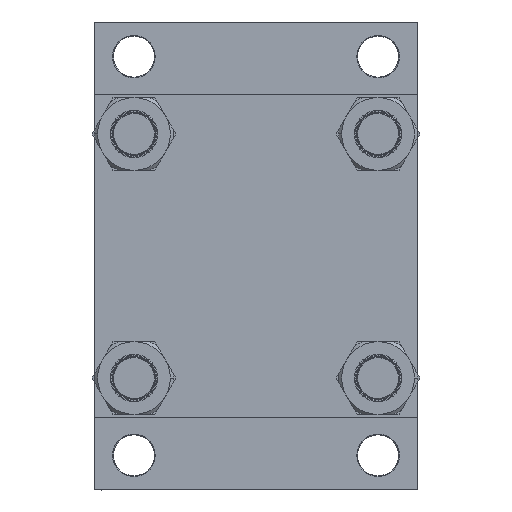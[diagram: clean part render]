
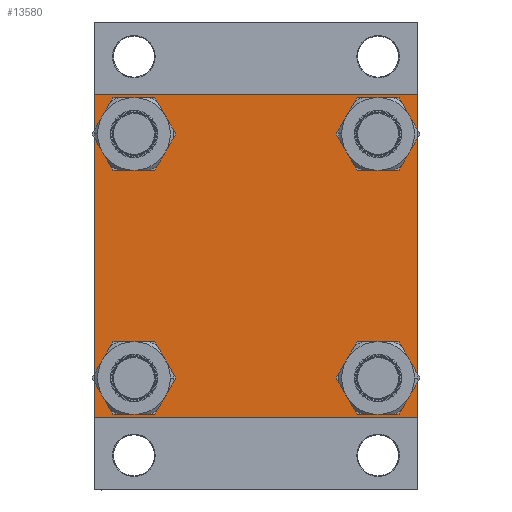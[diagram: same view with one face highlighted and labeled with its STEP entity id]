
A CAD part, left-side view. The second image highlights one B-rep face of the part: STEP entity #13580.
In plain terms, the highlighted planar face has unit normal (-1, 0, 0).
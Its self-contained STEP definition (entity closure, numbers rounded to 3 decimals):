
#150 = LINE ( 'NONE', #14173, #29445 ) ;
#227 = ORIENTED_EDGE ( 'NONE', *, *, #42996, .T. ) ;
#671 = CIRCLE ( 'NONE', #47660, 14. ) ;
#700 = PLANE ( 'NONE',  #37987 ) ;
#945 = FACE_BOUND ( 'NONE', #40327, .T. ) ;
#1083 = CARTESIAN_POINT ( 'NONE',  ( 0., 77.45, 77.45 ) ) ;
#1177 = FACE_BOUND ( 'NONE', #20365, .T. ) ;
#2325 = DIRECTION ( 'NONE',  ( 1., 0., 0. ) ) ;
#2975 = EDGE_CURVE ( 'NONE', #45853, #41956, #671, .T. ) ;
#3229 = CARTESIAN_POINT ( 'NONE',  ( 0., -102., -102.5 ) ) ;
#3469 = ORIENTED_EDGE ( 'NONE', *, *, #34564, .T. ) ;
#3544 = EDGE_CURVE ( 'NONE', #46840, #16842, #23016, .T. ) ;
#3850 = CARTESIAN_POINT ( 'NONE',  ( 0., 77.45, 63.45 ) ) ;
#4544 = DIRECTION ( 'NONE',  ( 1., 0., 0. ) ) ;
#4563 = VERTEX_POINT ( 'NONE', #12989 ) ;
#4618 = CARTESIAN_POINT ( 'NONE',  ( 0., 102.5, -102. ) ) ;
#5415 = VERTEX_POINT ( 'NONE', #41420 ) ;
#6105 = AXIS2_PLACEMENT_3D ( 'NONE', #44795, #44312, #37077 ) ;
#6239 = EDGE_LOOP ( 'NONE', ( #18436, #12818 ) ) ;
#6286 = VERTEX_POINT ( 'NONE', #3229 ) ;
#6719 = ORIENTED_EDGE ( 'NONE', *, *, #45595, .T. ) ;
#6967 = DIRECTION ( 'NONE',  ( 0., 0., 1. ) ) ;
#7755 = CARTESIAN_POINT ( 'NONE',  ( 0., -102.5, 102. ) ) ;
#7799 = DIRECTION ( 'NONE',  ( 0., 0., -1. ) ) ;
#7823 = CARTESIAN_POINT ( 'NONE',  ( 0., -77.45, 91.45 ) ) ;
#8620 = ORIENTED_EDGE ( 'NONE', *, *, #10684, .T. ) ;
#8674 = ORIENTED_EDGE ( 'NONE', *, *, #3544, .T. ) ;
#8778 = CARTESIAN_POINT ( 'NONE',  ( 0., 102.5, 102.5 ) ) ;
#8911 = FACE_BOUND ( 'NONE', #37285, .T. ) ;
#10529 = DIRECTION ( 'NONE',  ( 0., 0.707, 0.707 ) ) ;
#10628 = AXIS2_PLACEMENT_3D ( 'NONE', #43582, #10760, #21161 ) ;
#10684 = EDGE_CURVE ( 'NONE', #42646, #24047, #43593, .T. ) ;
#10760 = DIRECTION ( 'NONE',  ( 1., 0., 0. ) ) ;
#11737 = DIRECTION ( 'NONE',  ( 0., -0.707, 0.707 ) ) ;
#11827 = DIRECTION ( 'NONE',  ( 0., -0.707, -0.707 ) ) ;
#12385 = ORIENTED_EDGE ( 'NONE', *, *, #32683, .T. ) ;
#12458 = CARTESIAN_POINT ( 'NONE',  ( 0., -102.25, -102.25 ) ) ;
#12720 = EDGE_CURVE ( 'NONE', #42646, #21944, #150, .T. ) ;
#12818 = ORIENTED_EDGE ( 'NONE', *, *, #20170, .T. ) ;
#12989 = CARTESIAN_POINT ( 'NONE',  ( 0., -77.45, -63.45 ) ) ;
#13521 = VERTEX_POINT ( 'NONE', #3850 ) ;
#13580 = ADVANCED_FACE ( 'NONE', ( #8911, #1177, #945, #15690, #34021 ), #700, .T. ) ;
#13661 = DIRECTION ( 'NONE',  ( 0., 0., 1. ) ) ;
#13750 = CIRCLE ( 'NONE', #10628, 14. ) ;
#14173 = CARTESIAN_POINT ( 'NONE',  ( 0., -102.5, 102.5 ) ) ;
#14594 = VECTOR ( 'NONE', #11737, 1000. ) ;
#15421 = ORIENTED_EDGE ( 'NONE', *, *, #15951, .F. ) ;
#15457 = CARTESIAN_POINT ( 'NONE',  ( 0., 102.25, -102.25 ) ) ;
#15690 = FACE_BOUND ( 'NONE', #6239, .T. ) ;
#15951 = EDGE_CURVE ( 'NONE', #5415, #24047, #30747, .T. ) ;
#16394 = VECTOR ( 'NONE', #38224, 1000. ) ;
#16842 = VERTEX_POINT ( 'NONE', #38990 ) ;
#17766 = DIRECTION ( 'NONE',  ( 0., 0., 1. ) ) ;
#18436 = ORIENTED_EDGE ( 'NONE', *, *, #45467, .T. ) ;
#18695 = LINE ( 'NONE', #44755, #41237 ) ;
#19065 = LINE ( 'NONE', #15457, #29179 ) ;
#19140 = CARTESIAN_POINT ( 'NONE',  ( 0., 102.5, 102.5 ) ) ;
#19272 = DIRECTION ( 'NONE',  ( 0., 0., 1. ) ) ;
#19700 = VERTEX_POINT ( 'NONE', #25856 ) ;
#20170 = EDGE_CURVE ( 'NONE', #13521, #26817, #41899, .T. ) ;
#20365 = EDGE_LOOP ( 'NONE', ( #20878, #22121 ) ) ;
#20463 = CARTESIAN_POINT ( 'NONE',  ( 0., -102.25, 102.25 ) ) ;
#20878 = ORIENTED_EDGE ( 'NONE', *, *, #40544, .T. ) ;
#21161 = DIRECTION ( 'NONE',  ( 0., 0., 1. ) ) ;
#21394 = CARTESIAN_POINT ( 'NONE',  ( 0., -77.45, -77.45 ) ) ;
#21944 = VERTEX_POINT ( 'NONE', #44105 ) ;
#22121 = ORIENTED_EDGE ( 'NONE', *, *, #43001, .T. ) ;
#22140 = EDGE_CURVE ( 'NONE', #5415, #19700, #34918, .T. ) ;
#22810 = DIRECTION ( 'NONE',  ( 0., -1., 0. ) ) ;
#23016 = CIRCLE ( 'NONE', #23796, 14. ) ;
#23419 = AXIS2_PLACEMENT_3D ( 'NONE', #1083, #34633, #45743 ) ;
#23796 = AXIS2_PLACEMENT_3D ( 'NONE', #46580, #46811, #6967 ) ;
#24047 = VERTEX_POINT ( 'NONE', #41824 ) ;
#24210 = VERTEX_POINT ( 'NONE', #4618 ) ;
#25856 = CARTESIAN_POINT ( 'NONE',  ( 0., 102.5, 102. ) ) ;
#26369 = CARTESIAN_POINT ( 'NONE',  ( 0., 102., -102.5 ) ) ;
#26600 = VERTEX_POINT ( 'NONE', #26369 ) ;
#26817 = VERTEX_POINT ( 'NONE', #32299 ) ;
#28485 = ORIENTED_EDGE ( 'NONE', *, *, #43657, .T. ) ;
#29179 = VECTOR ( 'NONE', #11827, 1000. ) ;
#29445 = VECTOR ( 'NONE', #32749, 1000. ) ;
#30001 = LINE ( 'NONE', #19140, #46712 ) ;
#30496 = CARTESIAN_POINT ( 'NONE',  ( 0., 77.45, -63.45 ) ) ;
#30677 = CIRCLE ( 'NONE', #34527, 14. ) ;
#30747 = LINE ( 'NONE', #8778, #16394 ) ;
#30804 = CIRCLE ( 'NONE', #6105, 14. ) ;
#31306 = CARTESIAN_POINT ( 'NONE',  ( 0., 102.25, 102.25 ) ) ;
#31998 = CARTESIAN_POINT ( 'NONE',  ( 0., 77.45, -77.45 ) ) ;
#32299 = CARTESIAN_POINT ( 'NONE',  ( 0., 77.45, 91.45 ) ) ;
#32492 = DIRECTION ( 'NONE',  ( 1., 0., 0. ) ) ;
#32683 = EDGE_CURVE ( 'NONE', #26600, #6286, #18695, .T. ) ;
#32749 = DIRECTION ( 'NONE',  ( 0., 0., -1. ) ) ;
#32921 = CIRCLE ( 'NONE', #47578, 14. ) ;
#33776 = DIRECTION ( 'NONE',  ( -1., 0., 0. ) ) ;
#34021 = FACE_OUTER_BOUND ( 'NONE', #42440, .T. ) ;
#34527 = AXIS2_PLACEMENT_3D ( 'NONE', #31998, #2325, #13661 ) ;
#34564 = EDGE_CURVE ( 'NONE', #19700, #24210, #30001, .T. ) ;
#34633 = DIRECTION ( 'NONE',  ( 1., 0., 0. ) ) ;
#34918 = LINE ( 'NONE', #31306, #47367 ) ;
#35860 = CARTESIAN_POINT ( 'NONE',  ( 0., 77.45, -91.45 ) ) ;
#36404 = CARTESIAN_POINT ( 'NONE',  ( 0., 77.45, -77.45 ) ) ;
#37077 = DIRECTION ( 'NONE',  ( 0., 0., 1. ) ) ;
#37285 = EDGE_LOOP ( 'NONE', ( #8674, #227 ) ) ;
#37320 = VERTEX_POINT ( 'NONE', #41308 ) ;
#37612 = CARTESIAN_POINT ( 'NONE',  ( 0., -77.45, -77.45 ) ) ;
#37625 = CIRCLE ( 'NONE', #40703, 14. ) ;
#37640 = CARTESIAN_POINT ( 'NONE',  ( 0., 0., 0. ) ) ;
#37987 = AXIS2_PLACEMENT_3D ( 'NONE', #37640, #33776, #41007 ) ;
#38041 = LINE ( 'NONE', #12458, #14594 ) ;
#38224 = DIRECTION ( 'NONE',  ( 0., -1., 0. ) ) ;
#38227 = EDGE_CURVE ( 'NONE', #41956, #45853, #30677, .T. ) ;
#38990 = CARTESIAN_POINT ( 'NONE',  ( 0., -77.45, 63.45 ) ) ;
#39147 = ORIENTED_EDGE ( 'NONE', *, *, #2975, .T. ) ;
#40259 = DIRECTION ( 'NONE',  ( 0., 0., 1. ) ) ;
#40327 = EDGE_LOOP ( 'NONE', ( #39147, #45801 ) ) ;
#40544 = EDGE_CURVE ( 'NONE', #4563, #37320, #32921, .T. ) ;
#40703 = AXIS2_PLACEMENT_3D ( 'NONE', #21394, #32492, #17766 ) ;
#41007 = DIRECTION ( 'NONE',  ( 0., 0., 1. ) ) ;
#41237 = VECTOR ( 'NONE', #22810, 1000. ) ;
#41308 = CARTESIAN_POINT ( 'NONE',  ( 0., -77.45, -91.45 ) ) ;
#41420 = CARTESIAN_POINT ( 'NONE',  ( 0., 102., 102.5 ) ) ;
#41824 = CARTESIAN_POINT ( 'NONE',  ( 0., -102., 102.5 ) ) ;
#41899 = CIRCLE ( 'NONE', #23419, 14. ) ;
#41956 = VERTEX_POINT ( 'NONE', #35860 ) ;
#42440 = EDGE_LOOP ( 'NONE', ( #3469, #28485, #12385, #6719, #45605, #8620, #15421, #44859 ) ) ;
#42646 = VERTEX_POINT ( 'NONE', #7755 ) ;
#42996 = EDGE_CURVE ( 'NONE', #16842, #46840, #13750, .T. ) ;
#43001 = EDGE_CURVE ( 'NONE', #37320, #4563, #37625, .T. ) ;
#43582 = CARTESIAN_POINT ( 'NONE',  ( 0., -77.45, 77.45 ) ) ;
#43593 = LINE ( 'NONE', #20463, #44069 ) ;
#43657 = EDGE_CURVE ( 'NONE', #24210, #26600, #19065, .T. ) ;
#44069 = VECTOR ( 'NONE', #10529, 1000. ) ;
#44105 = CARTESIAN_POINT ( 'NONE',  ( 0., -102.5, -102. ) ) ;
#44312 = DIRECTION ( 'NONE',  ( 1., 0., 0. ) ) ;
#44755 = CARTESIAN_POINT ( 'NONE',  ( 0., 102.5, -102.5 ) ) ;
#44795 = CARTESIAN_POINT ( 'NONE',  ( 0., 77.45, 77.45 ) ) ;
#44859 = ORIENTED_EDGE ( 'NONE', *, *, #22140, .T. ) ;
#45467 = EDGE_CURVE ( 'NONE', #26817, #13521, #30804, .T. ) ;
#45595 = EDGE_CURVE ( 'NONE', #6286, #21944, #38041, .T. ) ;
#45605 = ORIENTED_EDGE ( 'NONE', *, *, #12720, .F. ) ;
#45743 = DIRECTION ( 'NONE',  ( 0., 0., 1. ) ) ;
#45801 = ORIENTED_EDGE ( 'NONE', *, *, #38227, .T. ) ;
#45853 = VERTEX_POINT ( 'NONE', #30496 ) ;
#46025 = DIRECTION ( 'NONE',  ( 0., 0.707, -0.707 ) ) ;
#46580 = CARTESIAN_POINT ( 'NONE',  ( 0., -77.45, 77.45 ) ) ;
#46712 = VECTOR ( 'NONE', #7799, 1000. ) ;
#46811 = DIRECTION ( 'NONE',  ( 1., 0., 0. ) ) ;
#46840 = VERTEX_POINT ( 'NONE', #7823 ) ;
#47367 = VECTOR ( 'NONE', #46025, 1000. ) ;
#47509 = DIRECTION ( 'NONE',  ( 1., 0., 0. ) ) ;
#47578 = AXIS2_PLACEMENT_3D ( 'NONE', #37612, #4544, #19272 ) ;
#47660 = AXIS2_PLACEMENT_3D ( 'NONE', #36404, #47509, #40259 ) ;
